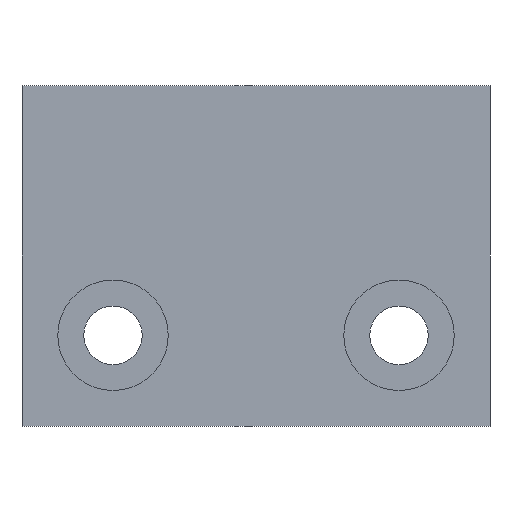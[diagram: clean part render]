
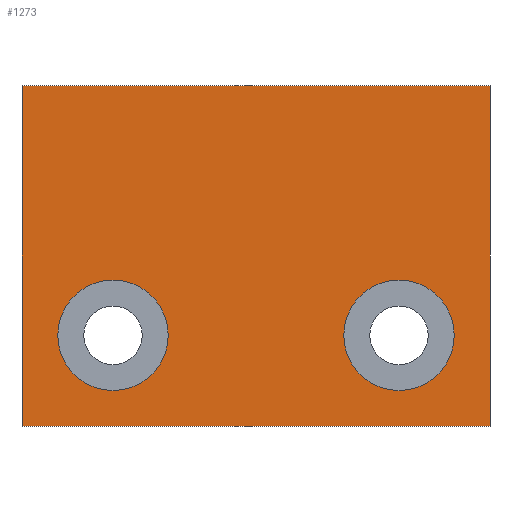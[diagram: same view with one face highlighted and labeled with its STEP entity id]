
A CAD part, front view. The second image highlights one B-rep face of the part: STEP entity #1273.
In plain terms, the highlighted planar face has unit normal (0, -1, 0).
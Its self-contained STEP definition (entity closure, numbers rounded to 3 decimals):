
#9 = LINE ( 'NONE', #318, #236 ) ;
#13 = EDGE_CURVE ( 'NONE', #405, #355, #453, .T. ) ;
#23 = DIRECTION ( 'NONE',  ( 0., -1., 0. ) ) ;
#122 = EDGE_CURVE ( 'NONE', #672, #1538, #795, .T. ) ;
#129 = EDGE_CURVE ( 'NONE', #1456, #681, #1503, .T. ) ;
#150 = VERTEX_POINT ( 'NONE', #1774 ) ;
#177 = EDGE_CURVE ( 'NONE', #681, #1456, #611, .T. ) ;
#180 = EDGE_LOOP ( 'NONE', ( #1184, #1245 ) ) ;
#221 = ORIENTED_EDGE ( 'NONE', *, *, #122, .F. ) ;
#225 = CARTESIAN_POINT ( 'NONE',  ( 11., 0., -6.1 ) ) ;
#236 = VECTOR ( 'NONE', #1735, 1000. ) ;
#264 = CARTESIAN_POINT ( 'NONE',  ( 18., 0., 13.1 ) ) ;
#267 = AXIS2_PLACEMENT_3D ( 'NONE', #1711, #1689, #570 ) ;
#318 = CARTESIAN_POINT ( 'NONE',  ( -18., 0., -13.1 ) ) ;
#355 = VERTEX_POINT ( 'NONE', #1748 ) ;
#375 = CARTESIAN_POINT ( 'NONE',  ( -11., 0., -6.1 ) ) ;
#393 = CARTESIAN_POINT ( 'NONE',  ( -11., 0., -6.1 ) ) ;
#405 = VERTEX_POINT ( 'NONE', #1179 ) ;
#453 = LINE ( 'NONE', #1025, #554 ) ;
#462 = AXIS2_PLACEMENT_3D ( 'NONE', #225, #1643, #794 ) ;
#464 = CARTESIAN_POINT ( 'NONE',  ( -11., 0., -1.85 ) ) ;
#474 = DIRECTION ( 'NONE',  ( 0., 0., 1. ) ) ;
#554 = VECTOR ( 'NONE', #915, 1000. ) ;
#565 = VECTOR ( 'NONE', #575, 1000. ) ;
#570 = DIRECTION ( 'NONE',  ( 0., 0., -1. ) ) ;
#575 = DIRECTION ( 'NONE',  ( 0., 0., -1. ) ) ;
#602 = FACE_BOUND ( 'NONE', #180, .T. ) ;
#605 = EDGE_CURVE ( 'NONE', #1538, #672, #1702, .T. ) ;
#611 = CIRCLE ( 'NONE', #1831, 4.25 ) ;
#623 = PLANE ( 'NONE',  #1145 ) ;
#628 = ORIENTED_EDGE ( 'NONE', *, *, #1740, .F. ) ;
#658 = DIRECTION ( 'NONE',  ( 0., -1., 0. ) ) ;
#672 = VERTEX_POINT ( 'NONE', #1183 ) ;
#681 = VERTEX_POINT ( 'NONE', #464 ) ;
#688 = DIRECTION ( 'NONE',  ( 0., -1., 0. ) ) ;
#732 = ORIENTED_EDGE ( 'NONE', *, *, #1017, .F. ) ;
#745 = CARTESIAN_POINT ( 'NONE',  ( -18., 0., 13.1 ) ) ;
#775 = DIRECTION ( 'NONE',  ( 0., 0., -1. ) ) ;
#794 = DIRECTION ( 'NONE',  ( 0., 0., -1. ) ) ;
#795 = CIRCLE ( 'NONE', #462, 4.25 ) ;
#811 = DIRECTION ( 'NONE',  ( 0., 0., -1. ) ) ;
#915 = DIRECTION ( 'NONE',  ( 1., 0., 0. ) ) ;
#921 = FACE_OUTER_BOUND ( 'NONE', #1800, .T. ) ;
#941 = CARTESIAN_POINT ( 'NONE',  ( -11., 0., -10.35 ) ) ;
#966 = AXIS2_PLACEMENT_3D ( 'NONE', #375, #658, #811 ) ;
#981 = DIRECTION ( 'NONE',  ( 0., 0., -1. ) ) ;
#1000 = ORIENTED_EDGE ( 'NONE', *, *, #13, .F. ) ;
#1017 = EDGE_CURVE ( 'NONE', #1658, #150, #9, .T. ) ;
#1025 = CARTESIAN_POINT ( 'NONE',  ( -18., 0., 13.1 ) ) ;
#1037 = EDGE_LOOP ( 'NONE', ( #221, #1124 ) ) ;
#1038 = LINE ( 'NONE', #264, #565 ) ;
#1124 = ORIENTED_EDGE ( 'NONE', *, *, #605, .F. ) ;
#1145 = AXIS2_PLACEMENT_3D ( 'NONE', #1180, #23, #775 ) ;
#1152 = ORIENTED_EDGE ( 'NONE', *, *, #1752, .F. ) ;
#1179 = CARTESIAN_POINT ( 'NONE',  ( -18., 0., 13.1 ) ) ;
#1180 = CARTESIAN_POINT ( 'NONE',  ( 0., 0., 0. ) ) ;
#1183 = CARTESIAN_POINT ( 'NONE',  ( 11., 0., -10.35 ) ) ;
#1184 = ORIENTED_EDGE ( 'NONE', *, *, #129, .F. ) ;
#1245 = ORIENTED_EDGE ( 'NONE', *, *, #177, .F. ) ;
#1273 = ADVANCED_FACE ( 'NONE', ( #602, #1460, #921 ), #623, .T. ) ;
#1400 = CARTESIAN_POINT ( 'NONE',  ( 18., 0., -13.1 ) ) ;
#1456 = VERTEX_POINT ( 'NONE', #941 ) ;
#1460 = FACE_BOUND ( 'NONE', #1037, .T. ) ;
#1503 = CIRCLE ( 'NONE', #966, 4.25 ) ;
#1513 = VECTOR ( 'NONE', #474, 1000. ) ;
#1538 = VERTEX_POINT ( 'NONE', #1850 ) ;
#1600 = LINE ( 'NONE', #745, #1513 ) ;
#1643 = DIRECTION ( 'NONE',  ( 0., -1., 0. ) ) ;
#1658 = VERTEX_POINT ( 'NONE', #1400 ) ;
#1689 = DIRECTION ( 'NONE',  ( 0., -1., 0. ) ) ;
#1702 = CIRCLE ( 'NONE', #267, 4.25 ) ;
#1711 = CARTESIAN_POINT ( 'NONE',  ( 11., 0., -6.1 ) ) ;
#1735 = DIRECTION ( 'NONE',  ( -1., 0., 0. ) ) ;
#1740 = EDGE_CURVE ( 'NONE', #150, #405, #1600, .T. ) ;
#1748 = CARTESIAN_POINT ( 'NONE',  ( 18., 0., 13.1 ) ) ;
#1752 = EDGE_CURVE ( 'NONE', #355, #1658, #1038, .T. ) ;
#1774 = CARTESIAN_POINT ( 'NONE',  ( -18., 0., -13.1 ) ) ;
#1800 = EDGE_LOOP ( 'NONE', ( #1152, #1000, #628, #732 ) ) ;
#1831 = AXIS2_PLACEMENT_3D ( 'NONE', #393, #688, #981 ) ;
#1850 = CARTESIAN_POINT ( 'NONE',  ( 11., 0., -1.85 ) ) ;
